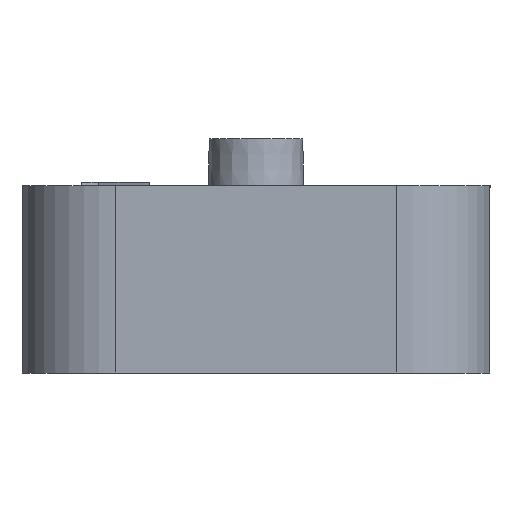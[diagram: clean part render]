
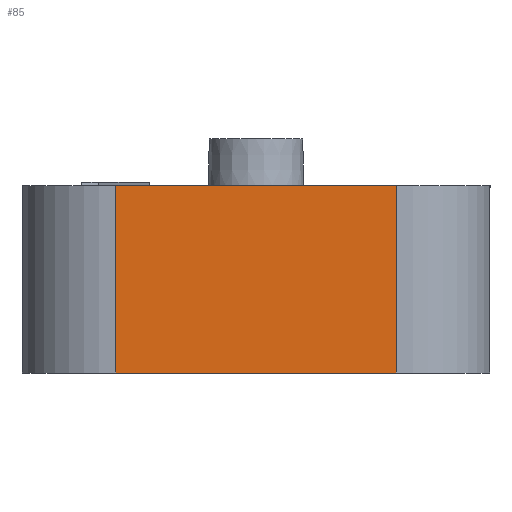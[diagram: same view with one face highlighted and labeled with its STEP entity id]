
A CAD part, left-side view. The second image highlights one B-rep face of the part: STEP entity #85.
In plain terms, the highlighted planar face has unit normal (-1, 0, 0).
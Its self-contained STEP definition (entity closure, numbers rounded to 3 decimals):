
#85 = ADVANCED_FACE( '', ( #596 ), #597, .T. );
#596 = FACE_OUTER_BOUND( '', #1532, .T. );
#597 = PLANE( '', #1533 );
#1532 = EDGE_LOOP( '', ( #2818, #2819, #2820, #2821 ) );
#1533 = AXIS2_PLACEMENT_3D( '', #2822, #2823, #2824 );
#2818 = ORIENTED_EDGE( '', *, *, #6257, .F. );
#2819 = ORIENTED_EDGE( '', *, *, #6262, .F. );
#2820 = ORIENTED_EDGE( '', *, *, #5890, .T. );
#2821 = ORIENTED_EDGE( '', *, *, #6261, .T. );
#2822 = CARTESIAN_POINT( '', ( -40.5, -7.5, 102.093 ) );
#2823 = DIRECTION( '', ( -1., 0., 0. ) );
#2824 = DIRECTION( '', ( 0., 1., 0. ) );
#5890 = EDGE_CURVE( '', #7001, #6999, #7002, .T. );
#6257 = EDGE_CURVE( '', #7727, #7729, #7730, .T. );
#6261 = EDGE_CURVE( '', #6999, #7729, #7734, .T. );
#6262 = EDGE_CURVE( '', #7001, #7727, #7735, .T. );
#6999 = VERTEX_POINT( '', #8839 );
#7001 = VERTEX_POINT( '', #8841 );
#7002 = LINE( '', #8842, #8843 );
#7727 = VERTEX_POINT( '', #9925 );
#7729 = VERTEX_POINT( '', #9927 );
#7730 = LINE( '', #9928, #9929 );
#7734 = LINE( '', #9935, #9936 );
#7735 = LINE( '', #9937, #9938 );
#8839 = CARTESIAN_POINT( '', ( -40.5, 7.5, 10. ) );
#8841 = CARTESIAN_POINT( '', ( -40.5, -7.5, 10. ) );
#8842 = CARTESIAN_POINT( '', ( -40.5, 0., 10. ) );
#8843 = VECTOR( '', #11726, 1000. );
#9925 = CARTESIAN_POINT( '', ( -40.5, -7.5, 0. ) );
#9927 = CARTESIAN_POINT( '', ( -40.5, 7.5, 0. ) );
#9928 = CARTESIAN_POINT( '', ( -40.5, 0., 0. ) );
#9929 = VECTOR( '', #12111, 1000. );
#9935 = CARTESIAN_POINT( '', ( -40.5, 7.5, 102.093 ) );
#9936 = VECTOR( '', #12117, 1000. );
#9937 = CARTESIAN_POINT( '', ( -40.5, -7.5, 102.093 ) );
#9938 = VECTOR( '', #12118, 1000. );
#11726 = DIRECTION( '', ( 0., 1., 0. ) );
#12111 = DIRECTION( '', ( 0., 1., 0. ) );
#12117 = DIRECTION( '', ( 0., 0., -1. ) );
#12118 = DIRECTION( '', ( 0., 0., -1. ) );
